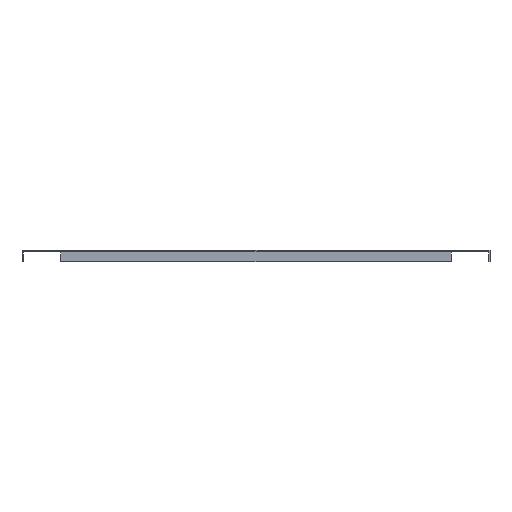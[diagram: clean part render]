
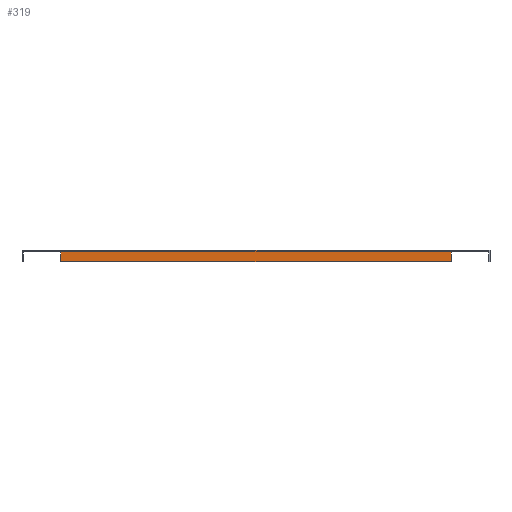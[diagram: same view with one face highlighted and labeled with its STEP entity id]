
A CAD part, front view. The second image highlights one B-rep face of the part: STEP entity #319.
In plain terms, the highlighted planar face has unit normal (0, -1, 0).
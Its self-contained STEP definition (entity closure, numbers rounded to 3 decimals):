
#39 = DIRECTION ( 'NONE',  ( 1., 0., 0. ) ) ;
#73 = ORIENTED_EDGE ( 'NONE', *, *, #1126, .T. ) ;
#107 = VERTEX_POINT ( 'NONE', #3552 ) ;
#117 = LINE ( 'NONE', #4529, #1610 ) ;
#319 = ADVANCED_FACE ( 'NONE', ( #5031 ), #927, .T. ) ;
#396 = ORIENTED_EDGE ( 'NONE', *, *, #1018, .F. ) ;
#424 = VERTEX_POINT ( 'NONE', #2341 ) ;
#440 = CARTESIAN_POINT ( 'NONE',  ( 105., 15., -2.5 ) ) ;
#500 = LINE ( 'NONE', #2120, #4655 ) ;
#593 = DIRECTION ( 'NONE',  ( 0., 0., 1. ) ) ;
#726 = ORIENTED_EDGE ( 'NONE', *, *, #889, .T. ) ;
#849 = VECTOR ( 'NONE', #1900, 1000. ) ;
#889 = EDGE_CURVE ( 'NONE', #1718, #1050, #4253, .T. ) ;
#918 = EDGE_CURVE ( 'NONE', #107, #4796, #4219, .T. ) ;
#927 = PLANE ( 'NONE',  #4476 ) ;
#1018 = EDGE_CURVE ( 'NONE', #424, #3663, #3165, .T. ) ;
#1050 = VERTEX_POINT ( 'NONE', #4411 ) ;
#1094 = ORIENTED_EDGE ( 'NONE', *, *, #3573, .F. ) ;
#1126 = EDGE_CURVE ( 'NONE', #424, #4650, #2891, .T. ) ;
#1163 = CARTESIAN_POINT ( 'NONE',  ( 105., 15., -20. ) ) ;
#1225 = LINE ( 'NONE', #3617, #4900 ) ;
#1333 = DIRECTION ( 'NONE',  ( 0., 0., 1. ) ) ;
#1610 = VECTOR ( 'NONE', #4189, 1000. ) ;
#1679 = VECTOR ( 'NONE', #4110, 1000. ) ;
#1692 = CARTESIAN_POINT ( 'NONE',  ( 810., 15., -20. ) ) ;
#1699 = VECTOR ( 'NONE', #4352, 1000. ) ;
#1718 = VERTEX_POINT ( 'NONE', #1692 ) ;
#1806 = CARTESIAN_POINT ( 'NONE',  ( 35., 15., -2.5 ) ) ;
#1900 = DIRECTION ( 'NONE',  ( 0., 0., 1. ) ) ;
#2084 = EDGE_CURVE ( 'NONE', #1718, #4044, #117, .T. ) ;
#2120 = CARTESIAN_POINT ( 'NONE',  ( 35., 15., -2.5 ) ) ;
#2163 = CARTESIAN_POINT ( 'NONE',  ( 810., 15., -20. ) ) ;
#2258 = DIRECTION ( 'NONE',  ( 0., -1., 0. ) ) ;
#2341 = CARTESIAN_POINT ( 'NONE',  ( 68.5, 15., -2.5 ) ) ;
#2397 = EDGE_CURVE ( 'NONE', #3663, #4796, #1225, .T. ) ;
#2558 = EDGE_CURVE ( 'NONE', #1050, #107, #500, .T. ) ;
#2575 = DIRECTION ( 'NONE',  ( 1., 0., 0. ) ) ;
#2625 = CARTESIAN_POINT ( 'NONE',  ( 68.5, 15., 0. ) ) ;
#2628 = VECTOR ( 'NONE', #1333, 1000. ) ;
#2635 = ORIENTED_EDGE ( 'NONE', *, *, #2558, .T. ) ;
#2712 = VECTOR ( 'NONE', #593, 1000. ) ;
#2891 = LINE ( 'NONE', #3316, #1679 ) ;
#3127 = CARTESIAN_POINT ( 'NONE',  ( 105., 15., -20. ) ) ;
#3165 = LINE ( 'NONE', #4334, #849 ) ;
#3316 = CARTESIAN_POINT ( 'NONE',  ( 35., 15., -2.5 ) ) ;
#3501 = ORIENTED_EDGE ( 'NONE', *, *, #2084, .F. ) ;
#3552 = CARTESIAN_POINT ( 'NONE',  ( 846.5, 15., -2.5 ) ) ;
#3573 = EDGE_CURVE ( 'NONE', #4044, #4650, #3896, .T. ) ;
#3617 = CARTESIAN_POINT ( 'NONE',  ( 35., 15., 0. ) ) ;
#3663 = VERTEX_POINT ( 'NONE', #2625 ) ;
#3869 = EDGE_LOOP ( 'NONE', ( #5163, #3885, #396, #73, #1094, #3501, #726, #2635 ) ) ;
#3885 = ORIENTED_EDGE ( 'NONE', *, *, #2397, .F. ) ;
#3896 = LINE ( 'NONE', #3127, #1699 ) ;
#4044 = VERTEX_POINT ( 'NONE', #1163 ) ;
#4110 = DIRECTION ( 'NONE',  ( 1., 0., 0. ) ) ;
#4161 = DIRECTION ( 'NONE',  ( 0., 0., -1. ) ) ;
#4189 = DIRECTION ( 'NONE',  ( -1., 0., 0. ) ) ;
#4219 = LINE ( 'NONE', #4279, #2712 ) ;
#4253 = LINE ( 'NONE', #2163, #2628 ) ;
#4279 = CARTESIAN_POINT ( 'NONE',  ( 846.5, 15., -22.5 ) ) ;
#4334 = CARTESIAN_POINT ( 'NONE',  ( 68.5, 15., -22.5 ) ) ;
#4352 = DIRECTION ( 'NONE',  ( 0., 0., 1. ) ) ;
#4411 = CARTESIAN_POINT ( 'NONE',  ( 810., 15., -2.5 ) ) ;
#4476 = AXIS2_PLACEMENT_3D ( 'NONE', #1806, #2258, #4161 ) ;
#4529 = CARTESIAN_POINT ( 'NONE',  ( 105., 15., -20. ) ) ;
#4650 = VERTEX_POINT ( 'NONE', #440 ) ;
#4655 = VECTOR ( 'NONE', #2575, 1000. ) ;
#4762 = CARTESIAN_POINT ( 'NONE',  ( 846.5, 15., 0. ) ) ;
#4796 = VERTEX_POINT ( 'NONE', #4762 ) ;
#4900 = VECTOR ( 'NONE', #39, 1000. ) ;
#5031 = FACE_OUTER_BOUND ( 'NONE', #3869, .T. ) ;
#5163 = ORIENTED_EDGE ( 'NONE', *, *, #918, .T. ) ;
